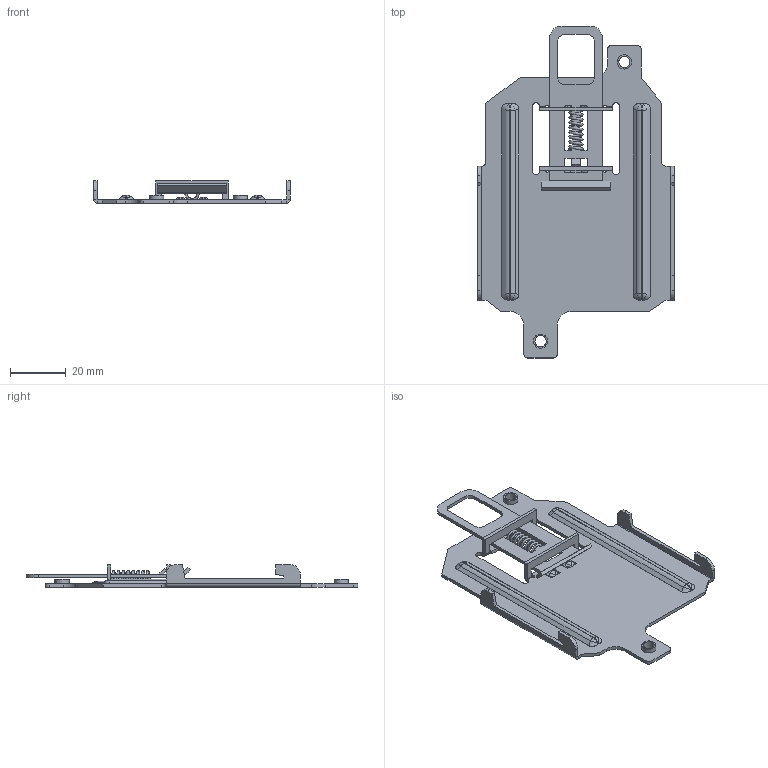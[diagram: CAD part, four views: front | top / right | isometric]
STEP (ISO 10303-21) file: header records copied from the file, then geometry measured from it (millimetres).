
FILE_DESCRIPTION (( 'STEP AP214' ), '1' );
FILE_NAME ('RCS2.STEP', '2018-06-13T13:33:57', ( 'AutoBVT' ), ( 'Microsoft' ), 'SwSTEP 2.0', 'SolidWorks 2014', '' );
FILE_SCHEMA (( 'AUTOMOTIVE_DESIGN' ));
Length unit declared in the file: millimetre
Products named in the file (1): RCS2
Bounding box: 70.4 x 118.87 x 8.1 mm (x, y, z)
Volume: 8039.8 mm3; surface area: 14836.6 mm2
Topology: 3 solids, 3 shells, 399 faces, 999 edges, 568 vertices
Faces by surface type: plane 166, cylinder 131, bspline 85, sphere 16, torus 1
Full cylindrical faces by diameter (mm): 4 x2, 5.1 x2
Entity records: 18168 total; most frequent: CARTESIAN_POINT 5173, ORIENTED_EDGE 1900, DIRECTION 1633, EDGE_CURVE 950, VERTEX_POINT 565, AXIS2_PLACEMENT_3D 552, VECTOR 529, LINE 529
